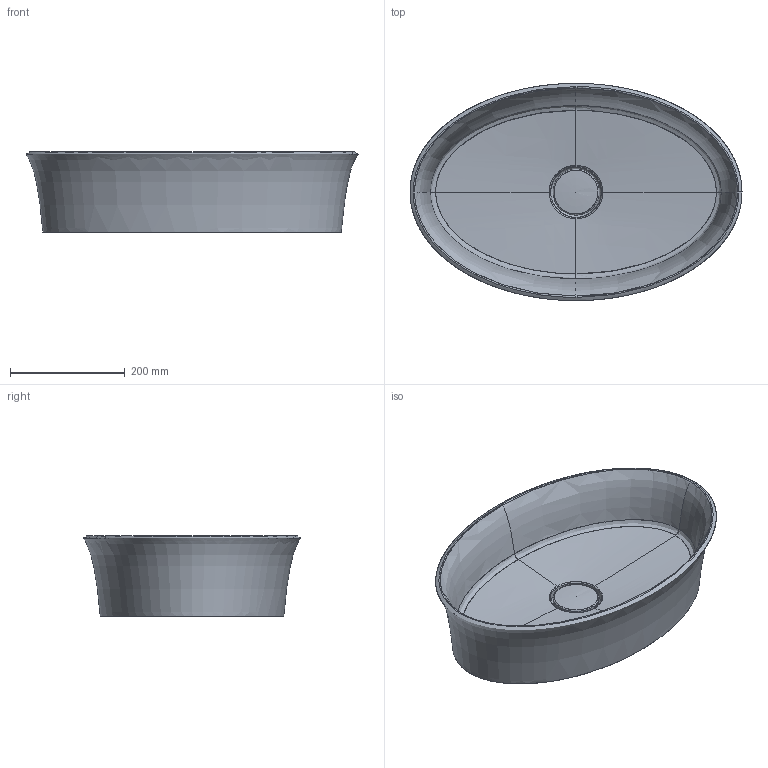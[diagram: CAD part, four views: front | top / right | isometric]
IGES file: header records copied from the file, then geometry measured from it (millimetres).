
Global section: file name: 80_7342_06_10_10_ORFEUM 58x38.igs; native system: NX V8.5; preprocessor: SIEMENS PLM Software NX 8.5; date: 20201228.155438; units: millimetre
Bounding box: 578.52 x 378.53 x 139.54 mm (x, y, z)
Surface area: 646774.2 mm2 (no closed solid volume)
Topology: 0 solids, 0 shells, 78 faces, 677 edges, 660 vertices
Faces by surface type: bspline 74, offset 4
